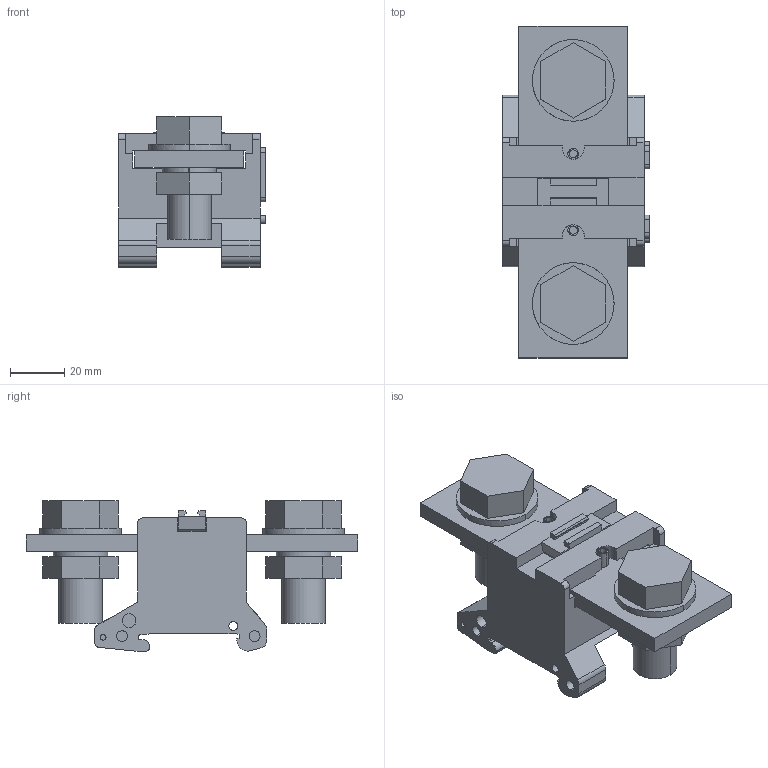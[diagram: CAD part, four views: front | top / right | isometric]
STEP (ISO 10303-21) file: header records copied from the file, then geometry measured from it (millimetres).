
FILE_DESCRIPTION(('CATIA V5R24 STEP','CAx-IF Rec.Pracs.--- Model Styling and Organization---1.2---2011-12-15'),'2;1');
FILE_NAME ('D1446093_0', '2017-04-24T06:52:56+00:00', ('Weidmueller Interface'), ('Weidmueller'), 'CATIA Version 5-6 Release 2014 SP4 HF52', 'CATIA V5 STEP AP214', 'none');
FILE_SCHEMA(('AUTOMOTIVE_DESIGN { 1 0 10303 214 1 1 1 1 }'));
Length unit declared in the file: millimetre
Products named in the file (1): v5-standard_part
Bounding box: 54 x 122 x 55.2 mm (x, y, z)
Volume: 128877.9 mm3; surface area: 48354.1 mm2
Topology: 13 solids, 13 shells, 320 faces, 848 edges, 566 vertices
Faces by surface type: plane 202, cylinder 114, cone 4
Entity records: 10114 total; most frequent: CARTESIAN_POINT 2089, ORIENTED_EDGE 1696, DIRECTION 1479, EDGE_CURVE 848, VECTOR 608, LINE 608, VERTEX_POINT 566, AXIS2_PLACEMENT_3D 549
